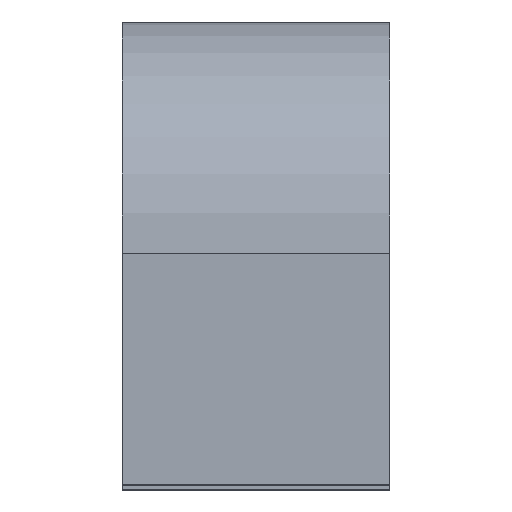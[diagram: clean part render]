
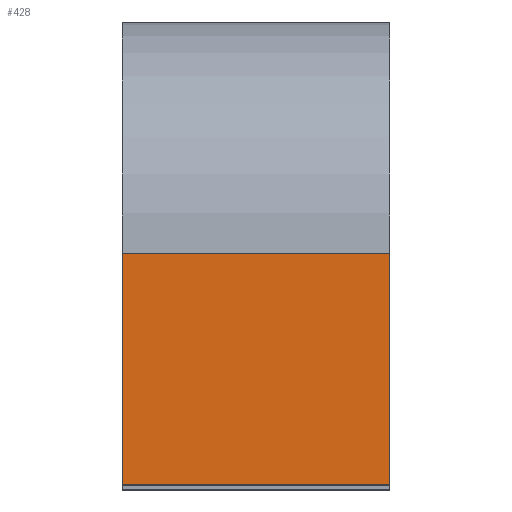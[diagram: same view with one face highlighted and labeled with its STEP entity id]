
A CAD part, top view. The second image highlights one B-rep face of the part: STEP entity #428.
In plain terms, the highlighted planar face has unit normal (0, 0, 1).
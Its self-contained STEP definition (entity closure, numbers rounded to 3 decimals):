
#27 = EDGE_CURVE ( 'NONE', #396, #413, #687, .T. ) ;
#78 = CARTESIAN_POINT ( 'NONE',  ( 5.765, 0., 69.31 ) ) ;
#97 = VECTOR ( 'NONE', #225, 1000. ) ;
#106 = CARTESIAN_POINT ( 'NONE',  ( -5.765, 10., 69.31 ) ) ;
#111 = DIRECTION ( 'NONE',  ( 1., 0., 0. ) ) ;
#122 = DIRECTION ( 'NONE',  ( 0., 1., 0. ) ) ;
#126 = ORIENTED_EDGE ( 'NONE', *, *, #488, .F. ) ;
#132 = LINE ( 'NONE', #878, #902 ) ;
#147 = LINE ( 'NONE', #78, #97 ) ;
#182 = CARTESIAN_POINT ( 'NONE',  ( 5.765, 0., 69.31 ) ) ;
#185 = LINE ( 'NONE', #400, #309 ) ;
#225 = DIRECTION ( 'NONE',  ( -1., 0., 0. ) ) ;
#256 = FACE_OUTER_BOUND ( 'NONE', #753, .T. ) ;
#309 = VECTOR ( 'NONE', #911, 1000. ) ;
#327 = ORIENTED_EDGE ( 'NONE', *, *, #27, .F. ) ;
#334 = VERTEX_POINT ( 'NONE', #534 ) ;
#396 = VERTEX_POINT ( 'NONE', #466 ) ;
#400 = CARTESIAN_POINT ( 'NONE',  ( 5.765, 0., 69.31 ) ) ;
#413 = VERTEX_POINT ( 'NONE', #106 ) ;
#416 = AXIS2_PLACEMENT_3D ( 'NONE', #182, #471, #111 ) ;
#428 = ADVANCED_FACE ( 'NONE', ( #256 ), #849, .T. ) ;
#466 = CARTESIAN_POINT ( 'NONE',  ( -5.765, 0., 69.31 ) ) ;
#471 = DIRECTION ( 'NONE',  ( 0., 0., 1. ) ) ;
#479 = VECTOR ( 'NONE', #122, 1000. ) ;
#484 = CARTESIAN_POINT ( 'NONE',  ( -5.765, 0., 69.31 ) ) ;
#488 = EDGE_CURVE ( 'NONE', #725, #396, #147, .T. ) ;
#534 = CARTESIAN_POINT ( 'NONE',  ( 5.765, 10., 69.31 ) ) ;
#632 = EDGE_CURVE ( 'NONE', #725, #334, #185, .T. ) ;
#687 = LINE ( 'NONE', #484, #479 ) ;
#725 = VERTEX_POINT ( 'NONE', #842 ) ;
#735 = ORIENTED_EDGE ( 'NONE', *, *, #632, .T. ) ;
#753 = EDGE_LOOP ( 'NONE', ( #735, #809, #327, #126 ) ) ;
#809 = ORIENTED_EDGE ( 'NONE', *, *, #813, .T. ) ;
#813 = EDGE_CURVE ( 'NONE', #334, #413, #132, .T. ) ;
#842 = CARTESIAN_POINT ( 'NONE',  ( 5.765, 0., 69.31 ) ) ;
#849 = PLANE ( 'NONE',  #416 ) ;
#869 = DIRECTION ( 'NONE',  ( -1., 0., 0. ) ) ;
#878 = CARTESIAN_POINT ( 'NONE',  ( 5.765, 10., 69.31 ) ) ;
#902 = VECTOR ( 'NONE', #869, 1000. ) ;
#911 = DIRECTION ( 'NONE',  ( 0., 1., 0. ) ) ;
